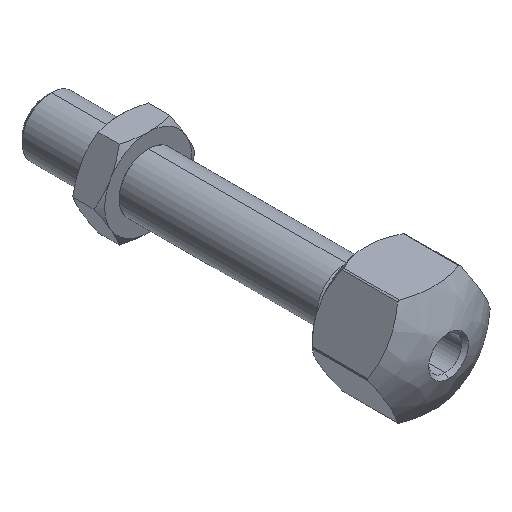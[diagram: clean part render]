
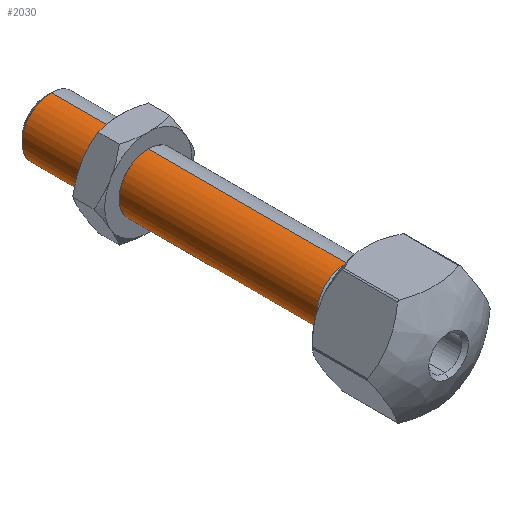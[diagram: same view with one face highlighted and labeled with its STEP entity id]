
A CAD part, isometric view. The second image highlights one B-rep face of the part: STEP entity #2030.
In plain terms, the highlighted cylindrical face has radius 6 mm (diameter 12 mm), a partial arc.
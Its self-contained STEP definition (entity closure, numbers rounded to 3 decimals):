
#45 = ORIENTED_EDGE ( 'NONE', *, *, #1798, .T. ) ;
#57 = DIRECTION ( 'NONE',  ( 0., -1., 0. ) ) ;
#219 = VERTEX_POINT ( 'NONE', #2522 ) ;
#228 = ORIENTED_EDGE ( 'NONE', *, *, #255, .F. ) ;
#255 = EDGE_CURVE ( 'NONE', #219, #1763, #1693, .T. ) ;
#285 = DIRECTION ( 'NONE',  ( 0., 0., -1. ) ) ;
#286 = EDGE_CURVE ( 'NONE', #1873, #1636, #1732, .T. ) ;
#473 = CARTESIAN_POINT ( 'NONE',  ( 100.948, 110.099, 99.869 ) ) ;
#861 = ORIENTED_EDGE ( 'NONE', *, *, #286, .T. ) ;
#926 = DIRECTION ( 'NONE',  ( 0., 0., -1. ) ) ;
#1020 = CIRCLE ( 'NONE', #1941, 6. ) ;
#1040 = DIRECTION ( 'NONE',  ( 0., -1., 0. ) ) ;
#1103 = CIRCLE ( 'NONE', #1788, 6. ) ;
#1276 = FACE_OUTER_BOUND ( 'NONE', #1645, .T. ) ;
#1329 = DIRECTION ( 'NONE',  ( 0., 0., -1. ) ) ;
#1343 = CARTESIAN_POINT ( 'NONE',  ( 100.948, 24.32, 99.869 ) ) ;
#1421 = AXIS2_PLACEMENT_3D ( 'NONE', #1343, #1703, #1329 ) ;
#1516 = ORIENTED_EDGE ( 'NONE', *, *, #1860, .T. ) ;
#1632 = CYLINDRICAL_SURFACE ( 'NONE', #1421, 6. ) ;
#1636 = VERTEX_POINT ( 'NONE', #1923 ) ;
#1645 = EDGE_LOOP ( 'NONE', ( #228, #45, #861, #1516 ) ) ;
#1656 = VECTOR ( 'NONE', #1040, 1000. ) ;
#1687 = VECTOR ( 'NONE', #2279, 1000. ) ;
#1693 = LINE ( 'NONE', #2366, #1656 ) ;
#1703 = DIRECTION ( 'NONE',  ( 0., -1., 0. ) ) ;
#1732 = LINE ( 'NONE', #2281, #1687 ) ;
#1763 = VERTEX_POINT ( 'NONE', #2052 ) ;
#1788 = AXIS2_PLACEMENT_3D ( 'NONE', #473, #57, #285 ) ;
#1798 = EDGE_CURVE ( 'NONE', #219, #1873, #1103, .T. ) ;
#1860 = EDGE_CURVE ( 'NONE', #1636, #1763, #1020, .T. ) ;
#1873 = VERTEX_POINT ( 'NONE', #1980 ) ;
#1923 = CARTESIAN_POINT ( 'NONE',  ( 100.948, 49.249, 93.869 ) ) ;
#1941 = AXIS2_PLACEMENT_3D ( 'NONE', #3110, #3102, #926 ) ;
#1980 = CARTESIAN_POINT ( 'NONE',  ( 100.948, 110.099, 93.869 ) ) ;
#2030 = ADVANCED_FACE ( 'NONE', ( #1276 ), #1632, .T. ) ;
#2052 = CARTESIAN_POINT ( 'NONE',  ( 100.948, 49.249, 105.869 ) ) ;
#2279 = DIRECTION ( 'NONE',  ( 0., -1., 0. ) ) ;
#2281 = CARTESIAN_POINT ( 'NONE',  ( 100.948, 24.32, 93.869 ) ) ;
#2366 = CARTESIAN_POINT ( 'NONE',  ( 100.948, 24.32, 105.869 ) ) ;
#2522 = CARTESIAN_POINT ( 'NONE',  ( 100.948, 110.099, 105.869 ) ) ;
#3102 = DIRECTION ( 'NONE',  ( 0., 1., 0. ) ) ;
#3110 = CARTESIAN_POINT ( 'NONE',  ( 100.948, 49.249, 99.869 ) ) ;
